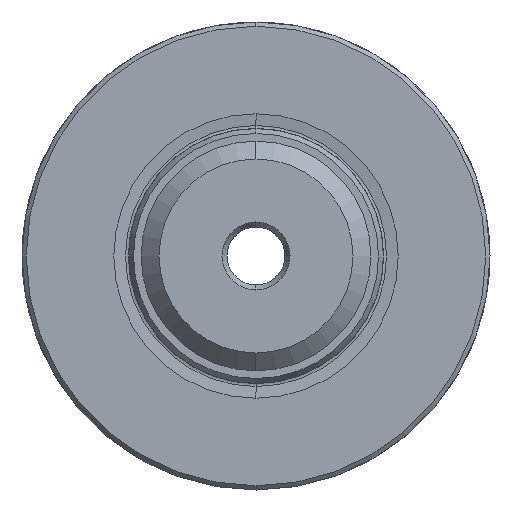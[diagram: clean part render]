
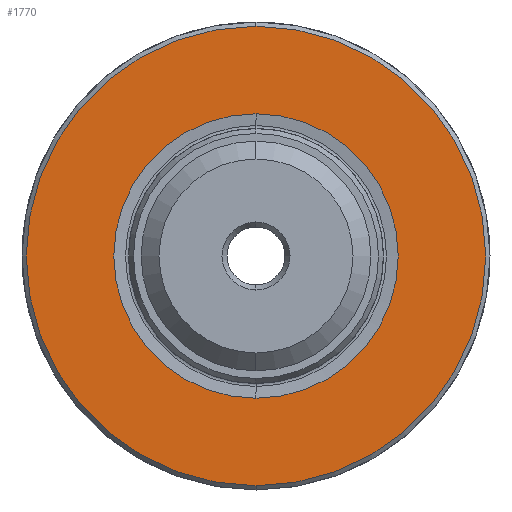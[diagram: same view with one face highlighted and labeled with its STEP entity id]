
A CAD part, left-side view. The second image highlights one B-rep face of the part: STEP entity #1770.
In plain terms, the highlighted planar face has unit normal (-1, 0, 0).
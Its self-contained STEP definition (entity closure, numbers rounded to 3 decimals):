
#35 = CARTESIAN_POINT ( 'NONE',  ( 0., 0., 16.715 ) ) ;
#49 = EDGE_CURVE ( 'NONE', #182, #332, #163, .T. ) ;
#58 = AXIS2_PLACEMENT_3D ( 'NONE', #974, #1050, #1053 ) ;
#67 = CIRCLE ( 'NONE', #1027, 27. ) ;
#163 = CIRCLE ( 'NONE', #1240, 27. ) ;
#182 = VERTEX_POINT ( 'NONE', #913 ) ;
#332 = VERTEX_POINT ( 'NONE', #333 ) ;
#333 = CARTESIAN_POINT ( 'NONE',  ( 0., 0., 27. ) ) ;
#447 = VERTEX_POINT ( 'NONE', #1205 ) ;
#450 = EDGE_CURVE ( 'NONE', #332, #182, #67, .T. ) ;
#624 = CARTESIAN_POINT ( 'NONE',  ( 0., 0., 0. ) ) ;
#653 = DIRECTION ( 'NONE',  ( 0., 0., -1. ) ) ;
#660 = CARTESIAN_POINT ( 'NONE',  ( 0., 0., 0. ) ) ;
#664 = DIRECTION ( 'NONE',  ( 1., 0., 0. ) ) ;
#671 = DIRECTION ( 'NONE',  ( 0., 0., -1. ) ) ;
#679 = CIRCLE ( 'NONE', #58, 16.715 ) ;
#694 = DIRECTION ( 'NONE',  ( 1., 0., 0. ) ) ;
#742 = FACE_BOUND ( 'NONE', #951, .T. ) ;
#768 = FACE_OUTER_BOUND ( 'NONE', #1913, .T. ) ;
#840 = PLANE ( 'NONE',  #2231 ) ;
#913 = CARTESIAN_POINT ( 'NONE',  ( 0., 0., -27. ) ) ;
#951 = EDGE_LOOP ( 'NONE', ( #1101, #1097 ) ) ;
#974 = CARTESIAN_POINT ( 'NONE',  ( 0., 0., 0. ) ) ;
#1027 = AXIS2_PLACEMENT_3D ( 'NONE', #1366, #1372, #1348 ) ;
#1050 = DIRECTION ( 'NONE',  ( 1., 0., 0. ) ) ;
#1053 = DIRECTION ( 'NONE',  ( 0., 0., -1. ) ) ;
#1094 = ORIENTED_EDGE ( 'NONE', *, *, #450, .F. ) ;
#1096 = ORIENTED_EDGE ( 'NONE', *, *, #49, .F. ) ;
#1097 = ORIENTED_EDGE ( 'NONE', *, *, #1635, .T. ) ;
#1101 = ORIENTED_EDGE ( 'NONE', *, *, #2085, .T. ) ;
#1205 = CARTESIAN_POINT ( 'NONE',  ( 0., 0., -16.715 ) ) ;
#1240 = AXIS2_PLACEMENT_3D ( 'NONE', #660, #664, #671 ) ;
#1307 = VERTEX_POINT ( 'NONE', #35 ) ;
#1348 = DIRECTION ( 'NONE',  ( 0., 0., -1. ) ) ;
#1366 = CARTESIAN_POINT ( 'NONE',  ( 0., 0., 0. ) ) ;
#1372 = DIRECTION ( 'NONE',  ( 1., 0., 0. ) ) ;
#1624 = AXIS2_PLACEMENT_3D ( 'NONE', #624, #694, #653 ) ;
#1635 = EDGE_CURVE ( 'NONE', #447, #1307, #679, .T. ) ;
#1664 = CIRCLE ( 'NONE', #1624, 16.715 ) ;
#1770 = ADVANCED_FACE ( 'NONE', ( #742, #768 ), #840, .T. ) ;
#1913 = EDGE_LOOP ( 'NONE', ( #1096, #1094 ) ) ;
#2069 = CARTESIAN_POINT ( 'NONE',  ( 0., 16.715, 0. ) ) ;
#2085 = EDGE_CURVE ( 'NONE', #1307, #447, #1664, .T. ) ;
#2138 = DIRECTION ( 'NONE',  ( 0., 0., 1. ) ) ;
#2143 = DIRECTION ( 'NONE',  ( -1., 0., 0. ) ) ;
#2231 = AXIS2_PLACEMENT_3D ( 'NONE', #2069, #2143, #2138 ) ;
